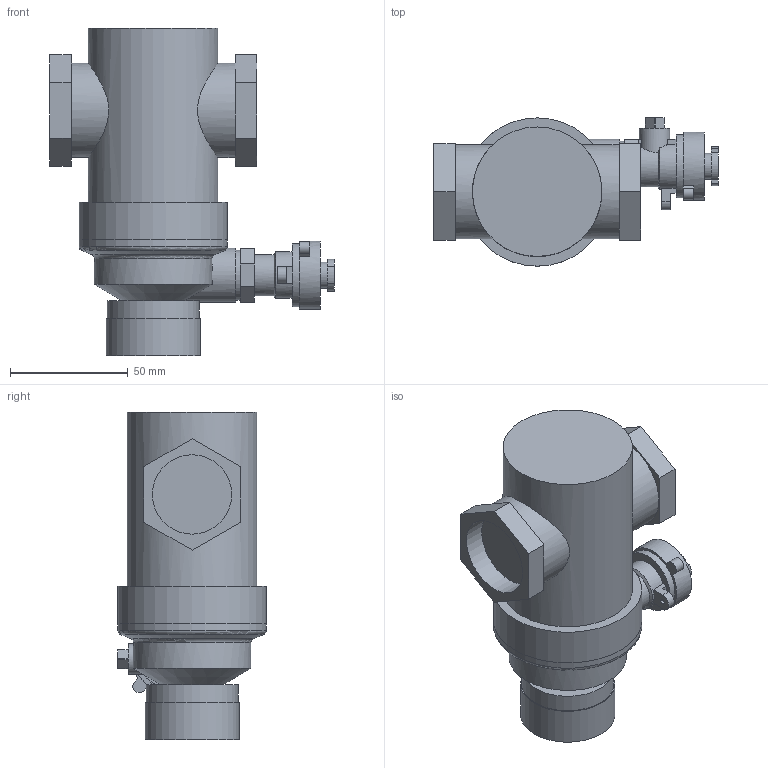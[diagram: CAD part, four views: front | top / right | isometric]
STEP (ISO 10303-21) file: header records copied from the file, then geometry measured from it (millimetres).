
FILE_DESCRIPTION(/* description */ (''),/* implementation_level */ '2;1');
FILE_NAME(/* name */ '3d_ExdirtD1M-9256620.stp',/* time_stamp */ '2020-07-23T08:19:20+02:00',/* author */ ('Andrzej'),/* organization */ (''),/* preprocessor_version */ 'ST-DEVELOPER v16.13',/* originating_system */ 'AutoCAD Mechanical',/* authorisation */ '');
FILE_SCHEMA (('AUTOMOTIVE_DESIGN { 1 0 10303 214 3 1 1 }'));
Length unit declared in the file: millimetre
Products named in the file (1): Product
Bounding box: 121 x 63.1 x 139.3 mm (x, y, z)
Volume: 361750.8 mm3; surface area: 55073.2 mm2
Topology: 5 solids, 5 shells, 136 faces, 325 edges, 215 vertices
Faces by surface type: plane 87, cylinder 41, cone 6, torus 2
Full cylindrical faces by diameter (mm): 2 x1, 3 x1, 11 x1, 13 x1, 17 x1, 21.3 x1, 23 x1, 26 x1, 26.9 x1, 29 x1, 33.7 x2, 39 x1, 40 x3, 55 x1, 63 x2
Entity records: 4106 total; most frequent: CARTESIAN_POINT 1011, DIRECTION 640, ORIENTED_EDGE 580, EDGE_CURVE 290, AXIS2_PLACEMENT_3D 231, VERTEX_POINT 204, EDGE_LOOP 182, LINE 178
